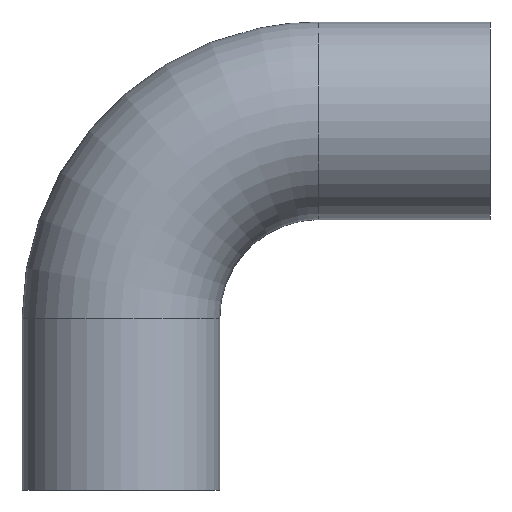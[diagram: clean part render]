
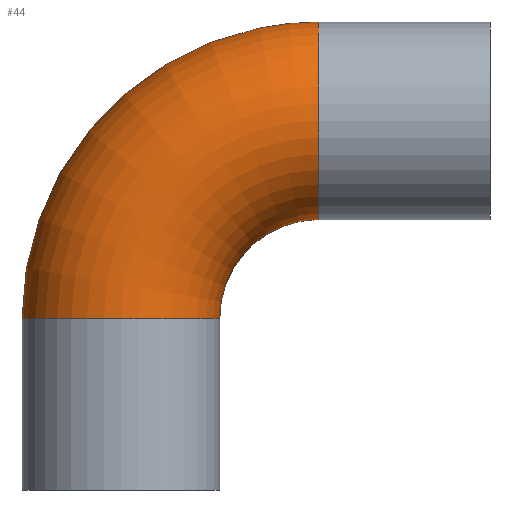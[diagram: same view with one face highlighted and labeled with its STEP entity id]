
A CAD part, front view. The second image highlights one B-rep face of the part: STEP entity #44.
In plain terms, the highlighted toroidal (fillet/blend) face has major radius 90 mm and minor radius 45 mm.
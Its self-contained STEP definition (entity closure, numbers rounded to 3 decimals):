
#44 = ADVANCED_FACE( '', ( #89, #90 ), #91, .T. );
#89 = FACE_OUTER_BOUND( '', #128, .T. );
#90 = FACE_OUTER_BOUND( '', #129, .T. );
#91 = TOROIDAL_SURFACE( '', #130, 90., 45. );
#128 = EDGE_LOOP( '', ( #173 ) );
#129 = EDGE_LOOP( '', ( #174 ) );
#130 = AXIS2_PLACEMENT_3D( '', #175, #176, #177 );
#173 = ORIENTED_EDGE( '', *, *, #186, .T. );
#174 = ORIENTED_EDGE( '', *, *, #198, .F. );
#175 = CARTESIAN_POINT( '', ( 90., 0., 78. ) );
#176 = DIRECTION( '', ( 0., 1., 0. ) );
#177 = DIRECTION( '', ( 0., 0., 1. ) );
#186 = EDGE_CURVE( '', #203, #203, #204, .T. );
#198 = EDGE_CURVE( '', #221, #221, #222, .T. );
#203 = VERTEX_POINT( '', #227 );
#204 = CIRCLE( '', #228, 45. );
#221 = VERTEX_POINT( '', #245 );
#222 = CIRCLE( '', #246, 45. );
#227 = CARTESIAN_POINT( '', ( 45., 0., 78. ) );
#228 = AXIS2_PLACEMENT_3D( '', #251, #252, #253 );
#245 = CARTESIAN_POINT( '', ( 90., 0., 123. ) );
#246 = AXIS2_PLACEMENT_3D( '', #269, #270, #271 );
#251 = CARTESIAN_POINT( '', ( 0., 0., 78. ) );
#252 = DIRECTION( '', ( 0., 0., 1. ) );
#253 = DIRECTION( '', ( 1., 0., 0. ) );
#269 = CARTESIAN_POINT( '', ( 90., 0., 168. ) );
#270 = DIRECTION( '', ( 1., 0., 0. ) );
#271 = DIRECTION( '', ( 0., 0., -1. ) );
